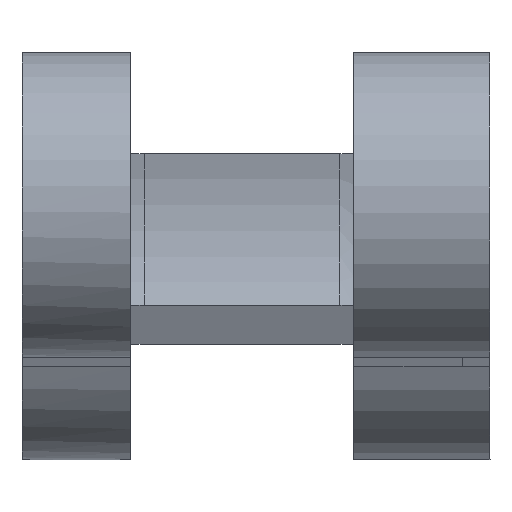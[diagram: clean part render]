
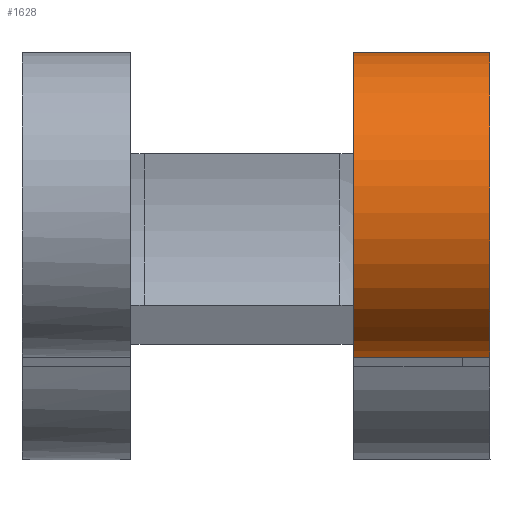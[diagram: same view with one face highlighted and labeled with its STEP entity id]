
A CAD part, left-side view. The second image highlights one B-rep face of the part: STEP entity #1628.
In plain terms, the highlighted cylindrical face has radius 5.5 mm (diameter 11 mm), a partial arc.
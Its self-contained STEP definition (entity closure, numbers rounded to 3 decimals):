
#147=CARTESIAN_POINT('',(-130.741,190.695,27.817));
#148=DIRECTION('',(0.,-1.,0.));
#149=DIRECTION('',(0.921,0.,0.389));
#150=AXIS2_PLACEMENT_3D('',#147,#148,#149);
#729=DIRECTION('',(0.,1.,0.));
#730=VECTOR('',#729,3.9);
#731=CARTESIAN_POINT('',(-125.675,186.795,29.959));
#732=LINE('',#731,#730);
#736=DIRECTION('',(0.,1.,0.));
#737=VECTOR('',#736,1.);
#738=CARTESIAN_POINT('',(-125.675,185.795,29.959));
#739=LINE('',#738,#737);
#743=DIRECTION('',(0.,-1.,0.));
#744=VECTOR('',#743,1.);
#745=CARTESIAN_POINT('',(-126.353,186.795,24.501));
#746=LINE('',#745,#744);
#750=DIRECTION('',(0.,-1.,0.));
#751=VECTOR('',#750,3.9);
#752=CARTESIAN_POINT('',(-126.353,190.695,24.501));
#753=LINE('',#752,#751);
#869=CARTESIAN_POINT('',(-130.741,185.795,27.817));
#870=DIRECTION('',(0.,1.,0.));
#871=DIRECTION('',(0.798,0.,-0.603));
#872=AXIS2_PLACEMENT_3D('',#869,#870,#871);
#999=CARTESIAN_POINT('',(-126.353,186.795,24.501));
#1000=VERTEX_POINT('',#999);
#1001=CARTESIAN_POINT('',(-126.353,190.695,24.501));
#1002=VERTEX_POINT('',#1001);
#1057=CARTESIAN_POINT('',(-125.675,190.695,29.959));
#1058=VERTEX_POINT('',#1057);
#1059=CARTESIAN_POINT('',(-126.353,185.795,24.501));
#1060=VERTEX_POINT('',#1059);
#1061=CARTESIAN_POINT('',(-125.675,185.795,29.959));
#1062=CARTESIAN_POINT('',(-125.675,186.795,29.959));
#1063=VERTEX_POINT('',#1061);
#1064=VERTEX_POINT('',#1062);
#1612=CARTESIAN_POINT('',(-130.741,188.995,27.817));
#1613=DIRECTION('',(0.,1.,0.));
#1614=DIRECTION('',(-0.992,0.,0.123));
#1615=AXIS2_PLACEMENT_3D('',#1612,#1613,#1614);
#1616=CYLINDRICAL_SURFACE('',#1615,5.5);
#1617=ORIENTED_EDGE('',*,*,#1239,.F.);
#1618=ORIENTED_EDGE('',*,*,#1205,.F.);
#1620=ORIENTED_EDGE('',*,*,#1619,.F.);
#1622=ORIENTED_EDGE('',*,*,#1621,.F.);
#1624=ORIENTED_EDGE('',*,*,#1623,.F.);
#1625=ORIENTED_EDGE('',*,*,#1345,.F.);
#1626=EDGE_LOOP('',(#1617,#1618,#1620,#1622,#1624,#1625));
#1627=FACE_OUTER_BOUND('',#1626,.F.);
#151=CIRCLE('',#150,5.5);
#873=CIRCLE('',#872,5.5);
#1205=EDGE_CURVE('',#1064,#1058,#732,.T.);
#1239=EDGE_CURVE('',#1058,#1002,#151,.T.);
#1345=EDGE_CURVE('',#1002,#1000,#753,.T.);
#1619=EDGE_CURVE('',#1063,#1064,#739,.T.);
#1621=EDGE_CURVE('',#1060,#1063,#873,.T.);
#1623=EDGE_CURVE('',#1000,#1060,#746,.T.);
#1628=ADVANCED_FACE('',(#1627),#1616,.T.);
